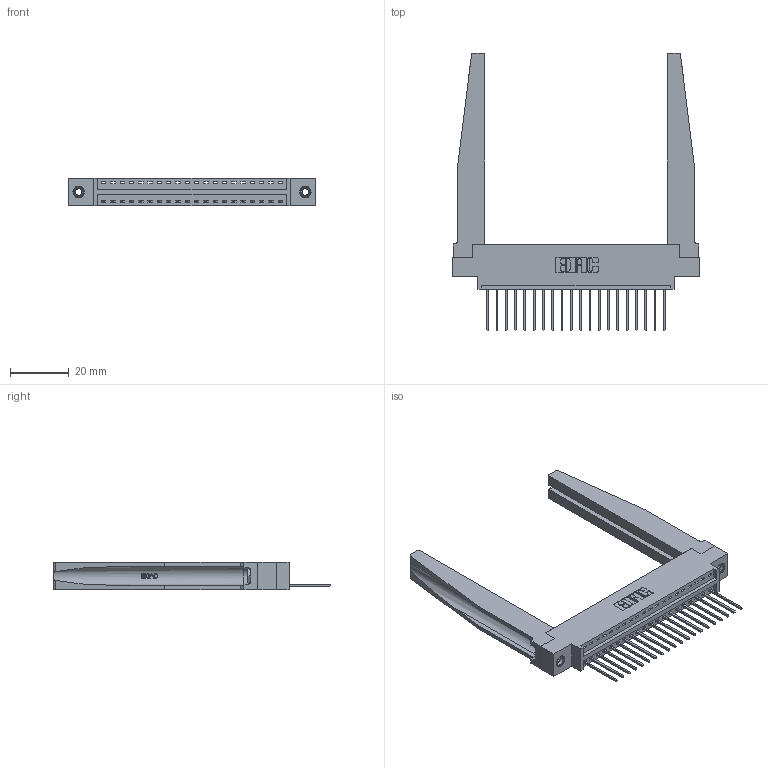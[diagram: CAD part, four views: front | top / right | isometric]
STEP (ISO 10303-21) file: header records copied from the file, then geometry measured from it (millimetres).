
FILE_DESCRIPTION (( 'STEP AP203' ), '1' );
FILE_NAME ('396-020-540-678.STEP', '2019-10-26T21:44:57', ( '' ), ( '' ), 'SwSTEP 2.0', 'SolidWorks 2016', '' );
FILE_SCHEMA (( 'CONFIG_CONTROL_DESIGN' ));
Length unit declared in the file: inch
Products named in the file (5): 346-220-078_345-220-078; 345-250-001_345-250-001-102; 346 Part_0.170 Offset - 0.156 Dia-TH; 396-020-540-678; 345-292-001_345-293-140
Assembly tree (25 placements, depth 2):
  396-020-540-678
    346 Part_0.170 Offset - 0.156 Dia-TH
    345-292-001_345-293-140  x20
    346-220-078_345-220-078  x2
    345-250-001_345-250-001-102  x2
Bounding box: 84.07 x 94.74 x 9.4 mm (x, y, z)
Volume: 14677.5 mm3; surface area: 16370.5 mm2
Topology: 25 solids, 25 shells, 1520 faces, 4469 edges, 2942 vertices
Faces by surface type: plane 1022, cylinder 446, bspline 36, cone 12, torus 4
Entity records: 20272 total; most frequent: CARTESIAN_POINT 4395, ORIENTED_EDGE 3238, DIRECTION 2889, EDGE_CURVE 1619, VECTOR 1313, LINE 1313, VERTEX_POINT 1072, AXIS2_PLACEMENT_3D 788
